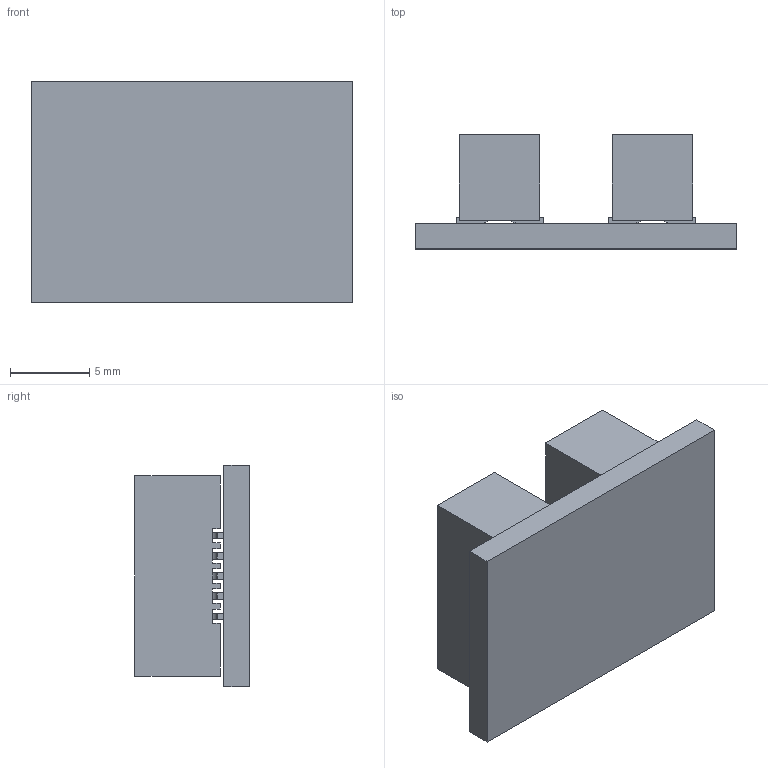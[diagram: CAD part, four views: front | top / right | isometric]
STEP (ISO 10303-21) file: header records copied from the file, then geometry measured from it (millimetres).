
FILE_DESCRIPTION (( 'STEP AP214' ), '1' );
FILE_NAME ('Cable Extender.STEP', '2017-04-14T14:16:29', ( 'ART' ), ( 'Microsoft' ), 'SwSTEP 2.0', 'SolidWorks 2015', '' );
FILE_SCHEMA (( 'AUTOMOTIVE_DESIGN' ));
Length unit declared in the file: inch
Products named in the file (6): J1; J1 Cover; J1 Pads; Base Plate; Cable Extender
Assembly tree (24 placements, depth 3):
  Cable Extender
    Base Plate
    J1  x2
      J1
      J1 Pads
      J1 Cover
Bounding box: 20.32 x 7.21 x 13.97 mm (x, y, z)
Volume: 857.8 mm3; surface area: 1960.7 mm2
Topology: 43 solids, 43 shells, 714 faces, 1664 edges, 1096 vertices
Faces by surface type: plane 674, cylinder 40
Entity records: 6608 total; most frequent: CARTESIAN_POINT 1085, DIRECTION 1044, ORIENTED_EDGE 1028, EDGE_CURVE 514, LINE 454, VECTOR 454, VERTEX_POINT 336, AXIS2_PLACEMENT_3D 295
